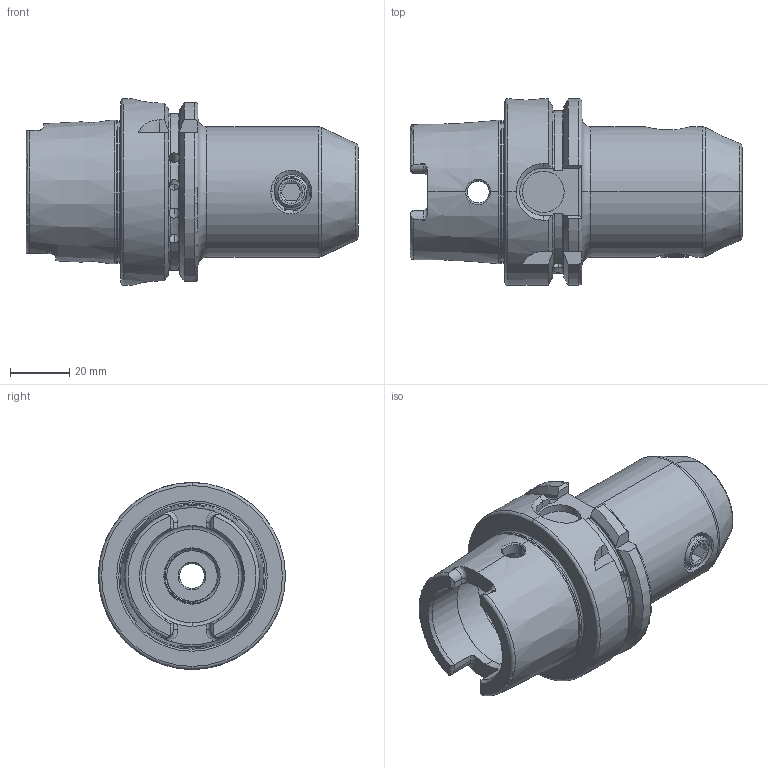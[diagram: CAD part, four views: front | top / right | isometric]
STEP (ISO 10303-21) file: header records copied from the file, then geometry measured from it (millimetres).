
FILE_DESCRIPTION (( 'STEP AP203' ), '1' );
FILE_NAME ('A63.04.14.K.STEP', '2016-09-01T05:40:38', ( '' ), ( '' ), 'SwSTEP 2.0', 'SolidWorks 2012', '' );
FILE_SCHEMA (( 'CONFIG_CONTROL_DESIGN' ));
Length unit declared in the file: millimetre
Products named in the file (3): A63.04.14.K; 側固12_M12x1.75_16L
Assembly tree (2 placements, depth 2):
  A63.04.14.K
    A63.04.14.K
    側固12_M12x1.75_16L
Bounding box: 112 x 63 x 63 mm (x, y, z)
Volume: 147456.8 mm3; surface area: 34953.4 mm2
Topology: 2 solids, 2 shells, 323 faces, 873 edges, 553 vertices
Faces by surface type: cylinder 122, plane 80, cone 43, torus 43, bspline 33, sphere 2
Entity records: 32608 total; most frequent: CARTESIAN_POINT 25013, ORIENTED_EDGE 1722, DIRECTION 1298, EDGE_CURVE 861, VERTEX_POINT 553, AXIS2_PLACEMENT_3D 519, EDGE_LOOP 342, ADVANCED_FACE 323
